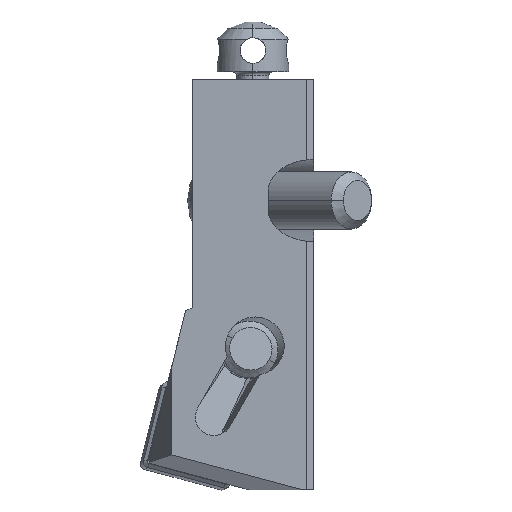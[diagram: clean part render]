
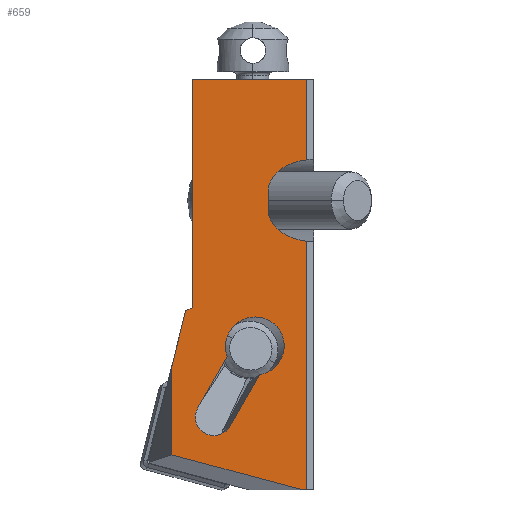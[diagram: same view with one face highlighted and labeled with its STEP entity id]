
A CAD part, front view. The second image highlights one B-rep face of the part: STEP entity #659.
In plain terms, the highlighted planar face has unit normal (0, -1, 0).
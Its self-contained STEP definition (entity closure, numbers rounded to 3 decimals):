
#659=ADVANCED_FACE('',(#961,#962),#870,.F.);
#870=PLANE('',#3926);
#961=FACE_BOUND('',#995,.T.);
#962=FACE_BOUND('',#996,.T.);
#995=EDGE_LOOP('',(#1240,#1241,#1242,#1243,#1244,#1245,#1246,#1247,#1248,
#1249,#1250,#1251));
#996=EDGE_LOOP('',(#1252,#1253,#1254,#1255,#1256));
#1223=ELLIPSE('',#3921,6.364,4.5);
#1224=ELLIPSE('',#3922,6.364,4.5);
#1225=ELLIPSE('',#3923,2.647,2.6);
#1226=ELLIPSE('',#3924,4.135,4.062);
#1227=ELLIPSE('',#3925,4.135,4.062);
#1240=ORIENTED_EDGE('',*,*,#2679,.T.);
#1241=ORIENTED_EDGE('',*,*,#2680,.T.);
#1242=ORIENTED_EDGE('',*,*,#2681,.T.);
#1243=ORIENTED_EDGE('',*,*,#2682,.T.);
#1244=ORIENTED_EDGE('',*,*,#2683,.T.);
#1245=ORIENTED_EDGE('',*,*,#2684,.F.);
#1246=ORIENTED_EDGE('',*,*,#2685,.F.);
#1247=ORIENTED_EDGE('',*,*,#2686,.T.);
#1248=ORIENTED_EDGE('',*,*,#2687,.F.);
#1249=ORIENTED_EDGE('',*,*,#2688,.T.);
#1250=ORIENTED_EDGE('',*,*,#2689,.T.);
#1251=ORIENTED_EDGE('',*,*,#2690,.F.);
#1252=ORIENTED_EDGE('',*,*,#2691,.T.);
#1253=ORIENTED_EDGE('',*,*,#2692,.T.);
#1254=ORIENTED_EDGE('',*,*,#2693,.T.);
#1255=ORIENTED_EDGE('',*,*,#2694,.T.);
#1256=ORIENTED_EDGE('',*,*,#2695,.T.);
#2330=VERTEX_POINT('',#5465);
#2331=VERTEX_POINT('',#5466);
#2332=VERTEX_POINT('',#5468);
#2333=VERTEX_POINT('',#5470);
#2334=VERTEX_POINT('',#5472);
#2335=VERTEX_POINT('',#5474);
#2336=VERTEX_POINT('',#5476);
#2337=VERTEX_POINT('',#5478);
#2338=VERTEX_POINT('',#5480);
#2339=VERTEX_POINT('',#5482);
#2340=VERTEX_POINT('',#5484);
#2341=VERTEX_POINT('',#5486);
#2342=VERTEX_POINT('',#5489);
#2343=VERTEX_POINT('',#5490);
#2344=VERTEX_POINT('',#5492);
#2345=VERTEX_POINT('',#5494);
#2346=VERTEX_POINT('',#5496);
#2679=EDGE_CURVE('',#2330,#2331,#3224,.T.);
#2680=EDGE_CURVE('',#2331,#2332,#1223,.T.);
#2681=EDGE_CURVE('',#2332,#2333,#3225,.T.);
#2682=EDGE_CURVE('',#2333,#2334,#3226,.T.);
#2683=EDGE_CURVE('',#2334,#2335,#3227,.T.);
#2684=EDGE_CURVE('',#2336,#2335,#3228,.T.);
#2685=EDGE_CURVE('',#2337,#2336,#3229,.T.);
#2686=EDGE_CURVE('',#2337,#2338,#3230,.T.);
#2687=EDGE_CURVE('',#2339,#2338,#3231,.T.);
#2688=EDGE_CURVE('',#2339,#2340,#3232,.T.);
#2689=EDGE_CURVE('',#2340,#2341,#3233,.T.);
#2690=EDGE_CURVE('',#2330,#2341,#1224,.T.);
#2691=EDGE_CURVE('',#2342,#2343,#1225,.T.);
#2692=EDGE_CURVE('',#2343,#2344,#3234,.T.);
#2693=EDGE_CURVE('',#2344,#2345,#1226,.T.);
#2694=EDGE_CURVE('',#2345,#2346,#1227,.T.);
#2695=EDGE_CURVE('',#2346,#2342,#3235,.T.);
#3224=LINE('',#5464,#3490);
#3225=LINE('',#5469,#3491);
#3226=LINE('',#5471,#3492);
#3227=LINE('',#5473,#3493);
#3228=LINE('',#5475,#3494);
#3229=LINE('',#5477,#3495);
#3230=LINE('',#5479,#3496);
#3231=LINE('',#5481,#3497);
#3232=LINE('',#5483,#3498);
#3233=LINE('',#5485,#3499);
#3234=LINE('',#5491,#3500);
#3235=LINE('',#5497,#3501);
#3490=VECTOR('',#4375,1.);
#3491=VECTOR('',#4378,1.);
#3492=VECTOR('',#4379,1.);
#3493=VECTOR('',#4380,1.);
#3494=VECTOR('',#4381,1.);
#3495=VECTOR('',#4382,1.);
#3496=VECTOR('',#4383,1.);
#3497=VECTOR('',#4384,1.);
#3498=VECTOR('',#4385,1.);
#3499=VECTOR('',#4386,1.);
#3500=VECTOR('',#4391,1.);
#3501=VECTOR('',#4396,1.);
#3921=AXIS2_PLACEMENT_3D('',#5467,#4376,#4377);
#3922=AXIS2_PLACEMENT_3D('',#5487,#4387,#4388);
#3923=AXIS2_PLACEMENT_3D('',#5488,#4389,#4390);
#3924=AXIS2_PLACEMENT_3D('',#5493,#4392,#4393);
#3925=AXIS2_PLACEMENT_3D('',#5495,#4394,#4395);
#3926=AXIS2_PLACEMENT_3D('',#5498,#4397,#4398);
#4375=DIRECTION('',(0.,0.,1.));
#4376=DIRECTION('',(0.,1.,0.));
#4377=DIRECTION('',(-1.,0.,0.));
#4378=DIRECTION('',(0.,0.,1.));
#4379=DIRECTION('',(-1.,0.,0.));
#4380=DIRECTION('',(0.,0.,-1.));
#4381=DIRECTION('',(0.906,0.,0.423));
#4382=DIRECTION('',(0.242,0.,0.97));
#4383=DIRECTION('',(0.,0.,-1.));
#4384=DIRECTION('',(-0.966,0.,0.259));
#4385=DIRECTION('',(1.,0.,0.));
#4386=DIRECTION('',(0.,0.,1.));
#4387=DIRECTION('',(0.,-1.,0.));
#4388=DIRECTION('',(-1.,0.,0.));
#4389=DIRECTION('',(0.,1.,0.));
#4390=DIRECTION('',(-0.833,0.,-0.553));
#4391=DIRECTION('',(0.499,0.,0.867));
#4392=DIRECTION('',(0.,1.,0.));
#4393=DIRECTION('',(-0.833,0.,-0.553));
#4394=DIRECTION('',(0.,1.,0.));
#4395=DIRECTION('',(-0.833,0.,-0.553));
#4396=DIRECTION('',(-0.499,0.,-0.867));
#4397=DIRECTION('',(0.,1.,0.));
#4398=DIRECTION('',(0.,0.,-1.));
#5464=CARTESIAN_POINT('',(-6.364,0.,-18.25));
#5465=CARTESIAN_POINT('',(-6.364,0.,-18.25));
#5466=CARTESIAN_POINT('',(-6.364,0.,-15.75));
#5467=CARTESIAN_POINT('',(0.,0.,-15.75));
#5468=CARTESIAN_POINT('',(-1.,0.,-11.306));
#5469=CARTESIAN_POINT('',(-1.,0.,-11.306));
#5470=CARTESIAN_POINT('',(-1.,0.,0.));
#5471=CARTESIAN_POINT('',(-1.,0.,0.));
#5472=CARTESIAN_POINT('',(-17.,0.,0.));
#5473=CARTESIAN_POINT('',(-17.,0.,0.));
#5474=CARTESIAN_POINT('',(-17.,0.,-32.));
#5475=CARTESIAN_POINT('',(-17.91,0.,-32.425));
#5476=CARTESIAN_POINT('',(-17.91,0.,-32.425));
#5477=CARTESIAN_POINT('',(-19.856,0.,-40.236));
#5478=CARTESIAN_POINT('',(-19.856,0.,-40.236));
#5479=CARTESIAN_POINT('',(-19.856,0.,-40.236));
#5480=CARTESIAN_POINT('',(-19.856,0.,-52.615));
#5481=CARTESIAN_POINT('',(-1.578,0.,-57.513));
#5482=CARTESIAN_POINT('',(-1.578,0.,-57.513));
#5483=CARTESIAN_POINT('',(-1.578,0.,-57.513));
#5484=CARTESIAN_POINT('',(-1.,0.,-57.513));
#5485=CARTESIAN_POINT('',(-1.,0.,-57.513));
#5486=CARTESIAN_POINT('',(-1.,0.,-22.694));
#5487=CARTESIAN_POINT('',(0.,0.,-18.25));
#5488=CARTESIAN_POINT('',(-13.928,0.,-47.306));
#5489=CARTESIAN_POINT('',(-11.647,0.,-48.575));
#5490=CARTESIAN_POINT('',(-16.209,0.,-46.038));
#5491=CARTESIAN_POINT('',(-16.209,0.,-46.038));
#5492=CARTESIAN_POINT('',(-12.086,0.,-38.869));
#5493=CARTESIAN_POINT('',(-8.227,0.,-37.393));
#5494=CARTESIAN_POINT('',(-8.16,0.,-33.308));
#5495=CARTESIAN_POINT('',(-8.227,0.,-37.393));
#5496=CARTESIAN_POINT('',(-7.525,0.,-41.406));
#5497=CARTESIAN_POINT('',(-7.525,0.,-41.406));
#5498=CARTESIAN_POINT('',(-10.428,0.,-28.756));
